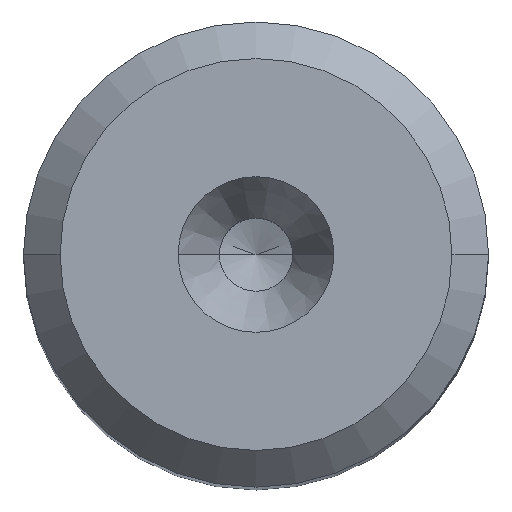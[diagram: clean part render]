
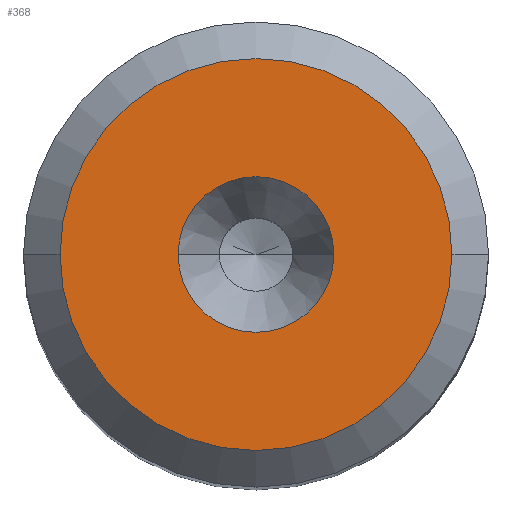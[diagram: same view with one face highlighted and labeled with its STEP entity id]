
A CAD part, top view. The second image highlights one B-rep face of the part: STEP entity #368.
In plain terms, the highlighted planar face has unit normal (0, 0, 1).
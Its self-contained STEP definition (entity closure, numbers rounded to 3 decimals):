
#115=FACE_BOUND('',#559,.T.);
#116=FACE_BOUND('',#560,.T.);
#138=PLANE('',#1973);
#368=ADVANCED_FACE('',(#115,#116),#138,.T.);
#559=EDGE_LOOP('',(#939,#940,#941,#942));
#560=EDGE_LOOP('',(#943,#944));
#939=ORIENTED_EDGE('',*,*,#1548,.F.);
#940=ORIENTED_EDGE('',*,*,#1547,.F.);
#941=ORIENTED_EDGE('',*,*,#1545,.F.);
#942=ORIENTED_EDGE('',*,*,#1544,.F.);
#943=ORIENTED_EDGE('',*,*,#1557,.F.);
#944=ORIENTED_EDGE('',*,*,#1558,.F.);
#1320=VERTEX_POINT('',#3281);
#1321=VERTEX_POINT('',#3283);
#1322=VERTEX_POINT('',#3285);
#1323=VERTEX_POINT('',#3289);
#1329=VERTEX_POINT('',#3310);
#1330=VERTEX_POINT('',#3311);
#1544=EDGE_CURVE('',#1320,#1321,#1729,.T.);
#1545=EDGE_CURVE('',#1321,#1322,#1730,.T.);
#1547=EDGE_CURVE('',#1322,#1323,#1731,.T.);
#1548=EDGE_CURVE('',#1323,#1320,#1732,.T.);
#1557=EDGE_CURVE('',#1329,#1330,#1735,.T.);
#1558=EDGE_CURVE('',#1330,#1329,#1736,.T.);
#1729=CIRCLE('',#1957,5.35);
#1730=CIRCLE('',#1958,5.35);
#1731=CIRCLE('',#1960,5.35);
#1732=CIRCLE('',#1961,5.35);
#1735=CIRCLE('',#1971,2.125);
#1736=CIRCLE('',#1972,2.125);
#1957=AXIS2_PLACEMENT_3D('',#3282,#2334,#2335);
#1958=AXIS2_PLACEMENT_3D('',#3284,#2336,#2337);
#1960=AXIS2_PLACEMENT_3D('',#3288,#2341,#2342);
#1961=AXIS2_PLACEMENT_3D('',#3290,#2343,#2344);
#1971=AXIS2_PLACEMENT_3D('',#3309,#2367,#2368);
#1972=AXIS2_PLACEMENT_3D('',#3312,#2369,#2370);
#1973=AXIS2_PLACEMENT_3D('',#3313,#2371,#2372);
#2334=DIRECTION('',(0.,0.,-1.));
#2335=DIRECTION('',(1.,0.,0.));
#2336=DIRECTION('',(0.,0.,-1.));
#2337=DIRECTION('',(0.,-1.,0.));
#2341=DIRECTION('',(0.,0.,-1.));
#2342=DIRECTION('',(-1.,0.,0.));
#2343=DIRECTION('',(0.,0.,-1.));
#2344=DIRECTION('',(0.,1.,0.));
#2367=DIRECTION('',(0.,0.,1.));
#2368=DIRECTION('',(-1.,0.,0.));
#2369=DIRECTION('',(0.,0.,1.));
#2370=DIRECTION('',(1.,0.,0.));
#2371=DIRECTION('',(0.,0.,1.));
#2372=DIRECTION('',(1.,0.,0.));
#3281=CARTESIAN_POINT('',(5.35,0.,0.));
#3282=CARTESIAN_POINT('',(0.,0.,0.));
#3283=CARTESIAN_POINT('',(0.,-5.35,0.));
#3284=CARTESIAN_POINT('',(0.,0.,0.));
#3285=CARTESIAN_POINT('',(-5.35,0.,0.));
#3288=CARTESIAN_POINT('',(0.,0.,0.));
#3289=CARTESIAN_POINT('',(0.,5.35,0.));
#3290=CARTESIAN_POINT('',(0.,0.,0.));
#3309=CARTESIAN_POINT('',(0.,0.,0.));
#3310=CARTESIAN_POINT('',(-2.125,0.,0.));
#3311=CARTESIAN_POINT('',(2.125,0.,0.));
#3312=CARTESIAN_POINT('',(0.,0.,0.));
#3313=CARTESIAN_POINT('',(0.,0.,0.));
